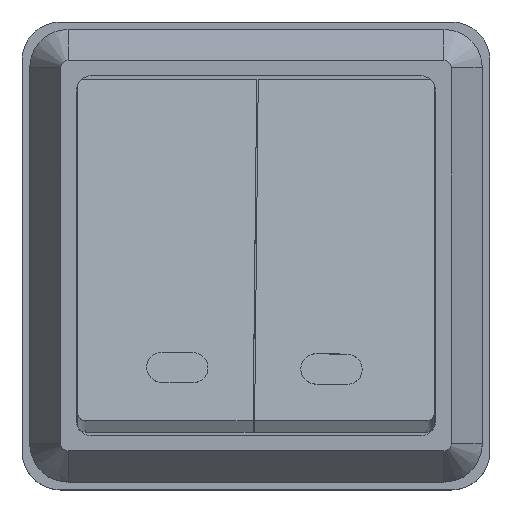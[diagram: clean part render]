
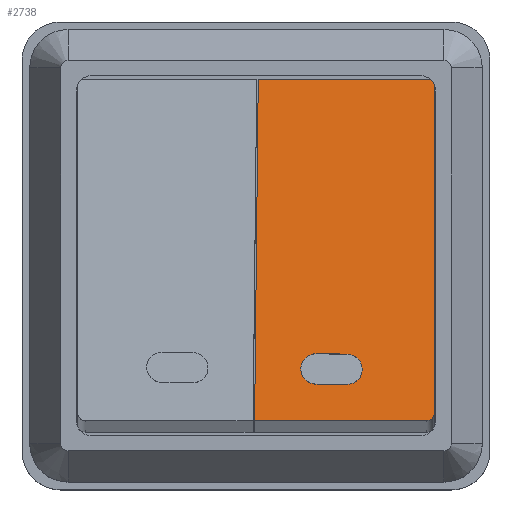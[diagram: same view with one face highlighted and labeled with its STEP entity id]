
A CAD part, top view. The second image highlights one B-rep face of the part: STEP entity #2738.
In plain terms, the highlighted planar face has unit normal (0, 0.144, 0.99).
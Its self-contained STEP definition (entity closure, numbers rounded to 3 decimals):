
#36 = CARTESIAN_POINT ( 'NONE',  ( 22.261, -21.528, 37. ) ) ;
#71 = CARTESIAN_POINT ( 'NONE',  ( 23.261, -20.536, 36.855 ) ) ;
#87 = CARTESIAN_POINT ( 'NONE',  ( 11.863, -12.853, 35.734 ) ) ;
#132 = PLANE ( 'NONE',  #916 ) ;
#140 = CIRCLE ( 'NONE', #977, 2. ) ;
#203 = ORIENTED_EDGE ( 'NONE', *, *, #1163, .F. ) ;
#222 = DIRECTION ( 'NONE',  ( -1., 0., 0. ) ) ;
#234 = FACE_OUTER_BOUND ( 'NONE', #2255, .T. ) ;
#364 = CARTESIAN_POINT ( 'NONE',  ( 23.261, 23., 30.5 ) ) ;
#386 = EDGE_CURVE ( 'NONE', #2368, #1489, #688, .T. ) ;
#426 = CARTESIAN_POINT ( 'NONE',  ( 0.293, 23., 30.5 ) ) ;
#505 = VERTEX_POINT ( 'NONE', #36 ) ;
#539 = CARTESIAN_POINT ( 'NONE',  ( -0.181, -21.528, 37. ) ) ;
#543 = VECTOR ( 'NONE', #1613, 1000. ) ;
#556 = EDGE_CURVE ( 'NONE', #505, #2605, #1986, .T. ) ;
#604 = CARTESIAN_POINT ( 'NONE',  ( 0., 23., 30.5 ) ) ;
#626 = ORIENTED_EDGE ( 'NONE', *, *, #1877, .F. ) ;
#673 = LINE ( 'NONE', #757, #1848 ) ;
#680 = CIRCLE ( 'NONE', #2823, 2. ) ;
#684 = LINE ( 'NONE', #798, #2507 ) ;
#688 = LINE ( 'NONE', #2801, #543 ) ;
#712 = FACE_BOUND ( 'NONE', #1404, .T. ) ;
#757 = CARTESIAN_POINT ( 'NONE',  ( 11.863, -12.853, 35.734 ) ) ;
#776 = CARTESIAN_POINT ( 'NONE',  ( 11.842, -14.832, 36.023 ) ) ;
#798 = CARTESIAN_POINT ( 'NONE',  ( 0.293, 23., 30.5 ) ) ;
#799 = ORIENTED_EDGE ( 'NONE', *, *, #885, .F. ) ;
#809 = DIRECTION ( 'NONE',  ( 0.011, 0.989, -0.144 ) ) ;
#843 = VECTOR ( 'NONE', #1223, 1000. ) ;
#845 = DIRECTION ( 'NONE',  ( 0., 0.99, -0.144 ) ) ;
#846 = DIRECTION ( 'NONE',  ( 1., 0., 0. ) ) ;
#881 = VECTOR ( 'NONE', #222, 1000. ) ;
#885 = EDGE_CURVE ( 'NONE', #1004, #2620, #673, .T. ) ;
#890 = ORIENTED_EDGE ( 'NONE', *, *, #1403, .F. ) ;
#916 = AXIS2_PLACEMENT_3D ( 'NONE', #364, #2264, #845 ) ;
#926 = CARTESIAN_POINT ( 'NONE',  ( 23.261, 22.324, 30.599 ) ) ;
#977 = AXIS2_PLACEMENT_3D ( 'NONE', #776, #2431, #1014 ) ;
#996 = CARTESIAN_POINT ( 'NONE',  ( 11.821, -16.811, 36.311 ) ) ;
#1002 = ORIENTED_EDGE ( 'NONE', *, *, #2597, .F. ) ;
#1004 = VERTEX_POINT ( 'NONE', #87 ) ;
#1013 = CARTESIAN_POINT ( 'NONE',  ( 23.261, 22.324, 30.599 ) ) ;
#1014 = DIRECTION ( 'NONE',  ( 0., 0.99, -0.144 ) ) ;
#1038 = VERTEX_POINT ( 'NONE', #426 ) ;
#1042 = VERTEX_POINT ( 'NONE', #2322 ) ;
#1084 = CARTESIAN_POINT ( 'NONE',  ( 22.733, 23., 30.5 ) ) ;
#1163 = EDGE_CURVE ( 'NONE', #1042, #1716, #2736, .T. ) ;
#1205 = EDGE_CURVE ( 'NONE', #1716, #1004, #140, .T. ) ;
#1219 = EDGE_CURVE ( 'NONE', #505, #1489, #2668, .T. ) ;
#1223 = DIRECTION ( 'NONE',  ( 1., -0.01, 0.002 ) ) ;
#1224 = DIRECTION ( 'NONE',  ( -1., 0.01, -0.002 ) ) ;
#1261 = LINE ( 'NONE', #604, #2459 ) ;
#1333 = DIRECTION ( 'NONE',  ( 0., 0.144, 0.99 ) ) ;
#1338 = ORIENTED_EDGE ( 'NONE', *, *, #386, .F. ) ;
#1403 = EDGE_CURVE ( 'NONE', #2605, #1038, #684, .T. ) ;
#1404 = EDGE_LOOP ( 'NONE', ( #1945, #203, #626, #799 ) ) ;
#1456 = ORIENTED_EDGE ( 'NONE', *, *, #556, .F. ) ;
#1476 = CARTESIAN_POINT ( 'NONE',  ( 22.733, 23., 30.5 ) ) ;
#1485 = CARTESIAN_POINT ( 'NONE',  ( 23.261, -21.117, 36.94 ) ) ;
#1489 = VERTEX_POINT ( 'NONE', #2017 ) ;
#1523 = ORIENTED_EDGE ( 'NONE', *, *, #2147, .F. ) ;
#1613 = DIRECTION ( 'NONE',  ( 0., -0.99, 0.144 ) ) ;
#1619 = VERTEX_POINT ( 'NONE', #1084 ) ;
#1716 = VERTEX_POINT ( 'NONE', #2980 ) ;
#1725 = CARTESIAN_POINT ( 'NONE',  ( 7.863, -12.811, 35.728 ) ) ;
#1848 = VECTOR ( 'NONE', #1224, 1000. ) ;
#1866 = CARTESIAN_POINT ( 'NONE',  ( 23.261, -21.528, 37. ) ) ;
#1877 = EDGE_CURVE ( 'NONE', #2620, #1042, #680, .T. ) ;
#1945 = ORIENTED_EDGE ( 'NONE', *, *, #1205, .F. ) ;
#1977 =( BOUNDED_CURVE ( )  B_SPLINE_CURVE ( 3, ( #1476, #2418, #2430, #1013 ),
 .UNSPECIFIED., .F., .T. ) 
 B_SPLINE_CURVE_WITH_KNOTS ( ( 4, 4 ),
 ( 3.832, 4.265 ),
 .UNSPECIFIED. ) 
 CURVE ( )  GEOMETRIC_REPRESENTATION_ITEM ( )  RATIONAL_B_SPLINE_CURVE ( ( 1., 0.984, 0.984, 1. ) ) 
 REPRESENTATION_ITEM ( '' )  );
#1986 = LINE ( 'NONE', #1866, #881 ) ;
#2017 = CARTESIAN_POINT ( 'NONE',  ( 23.261, -20.536, 36.855 ) ) ;
#2147 = EDGE_CURVE ( 'NONE', #1038, #1619, #1261, .T. ) ;
#2255 = EDGE_LOOP ( 'NONE', ( #1523, #890, #1456, #2511, #1338, #1002 ) ) ;
#2264 = DIRECTION ( 'NONE',  ( 0., -0.144, -0.99 ) ) ;
#2322 = CARTESIAN_POINT ( 'NONE',  ( 7.821, -16.769, 36.305 ) ) ;
#2368 = VERTEX_POINT ( 'NONE', #926 ) ;
#2418 = CARTESIAN_POINT ( 'NONE',  ( 22.957, 22.815, 30.527 ) ) ;
#2430 = CARTESIAN_POINT ( 'NONE',  ( 23.136, 22.586, 30.56 ) ) ;
#2431 = DIRECTION ( 'NONE',  ( 0., 0.144, 0.99 ) ) ;
#2459 = VECTOR ( 'NONE', #846, 1000. ) ;
#2507 = VECTOR ( 'NONE', #809, 1000. ) ;
#2511 = ORIENTED_EDGE ( 'NONE', *, *, #1219, .T. ) ;
#2597 = EDGE_CURVE ( 'NONE', #1619, #2368, #1977, .T. ) ;
#2605 = VERTEX_POINT ( 'NONE', #539 ) ;
#2620 = VERTEX_POINT ( 'NONE', #1725 ) ;
#2668 =( BOUNDED_CURVE ( )  B_SPLINE_CURVE ( 3, ( #2672, #2920, #1485, #71 ),
 .UNSPECIFIED., .F., .T. ) 
 B_SPLINE_CURVE_WITH_KNOTS ( ( 4, 4 ),
 ( 0., 1.571 ),
 .UNSPECIFIED. ) 
 CURVE ( )  GEOMETRIC_REPRESENTATION_ITEM ( )  RATIONAL_B_SPLINE_CURVE ( ( 1., 0.805, 0.805, 1. ) ) 
 REPRESENTATION_ITEM ( '' )  );
#2672 = CARTESIAN_POINT ( 'NONE',  ( 22.261, -21.528, 37. ) ) ;
#2736 = LINE ( 'NONE', #996, #843 ) ;
#2738 = ADVANCED_FACE ( 'NONE', ( #234, #712 ), #132, .F. ) ;
#2762 = CARTESIAN_POINT ( 'NONE',  ( 7.842, -14.79, 36.016 ) ) ;
#2801 = CARTESIAN_POINT ( 'NONE',  ( 23.261, 23., 30.5 ) ) ;
#2823 = AXIS2_PLACEMENT_3D ( 'NONE', #2762, #1333, #3014 ) ;
#2920 = CARTESIAN_POINT ( 'NONE',  ( 22.847, -21.528, 37. ) ) ;
#2980 = CARTESIAN_POINT ( 'NONE',  ( 11.821, -16.811, 36.311 ) ) ;
#3014 = DIRECTION ( 'NONE',  ( 0., 0.99, -0.144 ) ) ;
